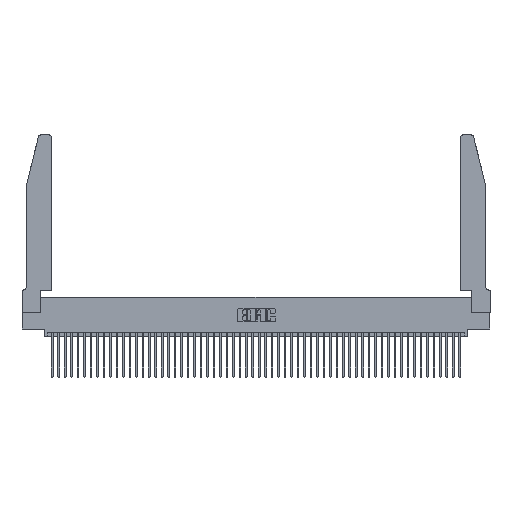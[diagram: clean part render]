
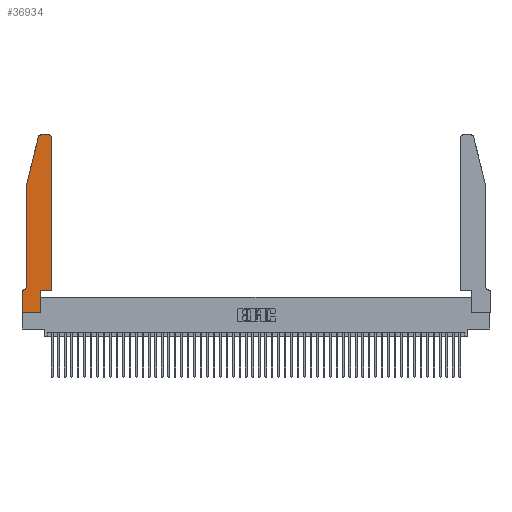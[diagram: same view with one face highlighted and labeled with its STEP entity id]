
A CAD part, top view. The second image highlights one B-rep face of the part: STEP entity #36934.
In plain terms, the highlighted planar face has unit normal (0, 0, 1).
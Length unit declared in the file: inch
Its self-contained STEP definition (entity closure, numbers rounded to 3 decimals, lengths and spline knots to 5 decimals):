
#414 = VERTEX_POINT ( 'NONE', #21140 ) ;
#823 = AXIS2_PLACEMENT_3D ( 'NONE', #31554, #7268, #35539 ) ;
#828 = VECTOR ( 'NONE', #6819, 39.37008 ) ;
#2702 = CARTESIAN_POINT ( 'NONE',  ( 0.4505, 0.35, 0.37 ) ) ;
#2777 = VECTOR ( 'NONE', #33455, 39.37008 ) ;
#2965 = PLANE ( 'NONE',  #39574 ) ;
#4115 = VERTEX_POINT ( 'NONE', #19370 ) ;
#4523 = LINE ( 'NONE', #9340, #35552 ) ;
#4921 = CARTESIAN_POINT ( 'NONE',  ( 0.4505, 0.35, 0.37 ) ) ;
#5011 = VERTEX_POINT ( 'NONE', #49490 ) ;
#5097 = CARTESIAN_POINT ( 'NONE',  ( 0.0755, 2., 0.37 ) ) ;
#6327 = ORIENTED_EDGE ( 'NONE', *, *, #24713, .T. ) ;
#6819 = DIRECTION ( 'NONE',  ( 0., 1., 0. ) ) ;
#6993 = ORIENTED_EDGE ( 'NONE', *, *, #10620, .T. ) ;
#7091 = DIRECTION ( 'NONE',  ( 0., 0., 1. ) ) ;
#7268 = DIRECTION ( 'NONE',  ( 0., 0., 1. ) ) ;
#7669 = ORIENTED_EDGE ( 'NONE', *, *, #15515, .T. ) ;
#7776 = VERTEX_POINT ( 'NONE', #16853 ) ;
#8711 = CARTESIAN_POINT ( 'NONE',  ( 0., 0., 0.37 ) ) ;
#9101 = DIRECTION ( 'NONE',  ( 1., 0., 0. ) ) ;
#9340 = CARTESIAN_POINT ( 'NONE',  ( 0.0755, 2., 0.37 ) ) ;
#9963 = CIRCLE ( 'NONE', #33585, 0.07 ) ;
#10185 = VECTOR ( 'NONE', #33732, 39.37008 ) ;
#10620 = EDGE_CURVE ( 'NONE', #26210, #15533, #22978, .T. ) ;
#12497 = LINE ( 'NONE', #5097, #2777 ) ;
#13793 = VECTOR ( 'NONE', #9101, 39.37008 ) ;
#15197 = EDGE_CURVE ( 'NONE', #20739, #26210, #9963, .T. ) ;
#15515 = EDGE_CURVE ( 'NONE', #414, #5011, #47956, .T. ) ;
#15533 = VERTEX_POINT ( 'NONE', #43854 ) ;
#16045 = ORIENTED_EDGE ( 'NONE', *, *, #37481, .T. ) ;
#16289 = LINE ( 'NONE', #8711, #49333 ) ;
#16349 = LINE ( 'NONE', #4921, #13793 ) ;
#16853 = CARTESIAN_POINT ( 'NONE',  ( 0.25487, 2.72718, 0.37 ) ) ;
#17365 = ORIENTED_EDGE ( 'NONE', *, *, #27470, .T. ) ;
#18277 = CARTESIAN_POINT ( 'NONE',  ( 0.0055, 0.42, 0.37 ) ) ;
#18347 = CARTESIAN_POINT ( 'NONE',  ( 0.0755, 2., 0.37 ) ) ;
#18484 = CARTESIAN_POINT ( 'NONE',  ( 0.0055, 0.35, 0.37 ) ) ;
#19341 = CARTESIAN_POINT ( 'NONE',  ( 0., 0.35, 0.37 ) ) ;
#19370 = CARTESIAN_POINT ( 'NONE',  ( 0.2865, 0., 0.37 ) ) ;
#20739 = VERTEX_POINT ( 'NONE', #38594 ) ;
#21140 = CARTESIAN_POINT ( 'NONE',  ( 0.4505, 2.72, 0.37 ) ) ;
#21147 = CARTESIAN_POINT ( 'NONE',  ( 0.2865, 0.35, 0.37 ) ) ;
#21948 = AXIS2_PLACEMENT_3D ( 'NONE', #24076, #51812, #28077 ) ;
#22353 = DIRECTION ( 'NONE',  ( -1., 0., 0. ) ) ;
#22688 = LINE ( 'NONE', #2702, #828 ) ;
#22978 = LINE ( 'NONE', #29762, #41616 ) ;
#23066 = CARTESIAN_POINT ( 'NONE',  ( 0., 0., 0.37 ) ) ;
#24041 = CIRCLE ( 'NONE', #823, 0.03 ) ;
#24076 = CARTESIAN_POINT ( 'NONE',  ( 0.4205, 2.72, 0.37 ) ) ;
#24713 = EDGE_CURVE ( 'NONE', #49191, #7776, #24041, .T. ) ;
#25034 = LINE ( 'NONE', #34865, #34327 ) ;
#26210 = VERTEX_POINT ( 'NONE', #18484 ) ;
#27470 = EDGE_CURVE ( 'NONE', #38174, #414, #22688, .T. ) ;
#28077 = DIRECTION ( 'NONE',  ( 1., 0., 0. ) ) ;
#29762 = CARTESIAN_POINT ( 'NONE',  ( 0.0755, 0.35, 0.37 ) ) ;
#29925 = CARTESIAN_POINT ( 'NONE',  ( 0.2865, 0.35, 0.37 ) ) ;
#30493 = ORIENTED_EDGE ( 'NONE', *, *, #42797, .T. ) ;
#31186 = CARTESIAN_POINT ( 'NONE',  ( 0.2605, 2.75, 0.37 ) ) ;
#31554 = CARTESIAN_POINT ( 'NONE',  ( 0.284, 2.72, 0.37 ) ) ;
#33364 = VERTEX_POINT ( 'NONE', #18347 ) ;
#33455 = DIRECTION ( 'NONE',  ( 0., -1., 0. ) ) ;
#33585 = AXIS2_PLACEMENT_3D ( 'NONE', #18277, #46122, #22353 ) ;
#33732 = DIRECTION ( 'NONE',  ( 0., 1., 0. ) ) ;
#34164 = LINE ( 'NONE', #31186, #36664 ) ;
#34327 = VECTOR ( 'NONE', #46854, 39.37008 ) ;
#34848 = ORIENTED_EDGE ( 'NONE', *, *, #44332, .T. ) ;
#34865 = CARTESIAN_POINT ( 'NONE',  ( 0., 0., 0.37 ) ) ;
#35373 = DIRECTION ( 'NONE',  ( 1., 0., 0. ) ) ;
#35452 = ORIENTED_EDGE ( 'NONE', *, *, #15197, .T. ) ;
#35539 = DIRECTION ( 'NONE',  ( 1., 0., 0. ) ) ;
#35552 = VECTOR ( 'NONE', #37524, 39.37008 ) ;
#36528 = VERTEX_POINT ( 'NONE', #21147 ) ;
#36664 = VECTOR ( 'NONE', #39148, 39.37008 ) ;
#36688 = CARTESIAN_POINT ( 'NONE',  ( 0.284, 2.75, 0.37 ) ) ;
#36934 = ADVANCED_FACE ( 'NONE', ( #40441 ), #2965, .T. ) ;
#37351 = ORIENTED_EDGE ( 'NONE', *, *, #52120, .T. ) ;
#37481 = EDGE_CURVE ( 'NONE', #5011, #49191, #34164, .T. ) ;
#37524 = DIRECTION ( 'NONE',  ( -0.239, -0.971, 0. ) ) ;
#38174 = VERTEX_POINT ( 'NONE', #48377 ) ;
#38594 = CARTESIAN_POINT ( 'NONE',  ( 0.0755, 0.42, 0.37 ) ) ;
#39148 = DIRECTION ( 'NONE',  ( -1., 0., 0. ) ) ;
#39574 = AXIS2_PLACEMENT_3D ( 'NONE', #19341, #7091, #35373 ) ;
#39763 = VERTEX_POINT ( 'NONE', #23066 ) ;
#40441 = FACE_OUTER_BOUND ( 'NONE', #49629, .T. ) ;
#41616 = VECTOR ( 'NONE', #45708, 39.37008 ) ;
#41658 = EDGE_CURVE ( 'NONE', #15533, #39763, #16289, .T. ) ;
#42273 = ORIENTED_EDGE ( 'NONE', *, *, #52126, .T. ) ;
#42797 = EDGE_CURVE ( 'NONE', #7776, #33364, #4523, .T. ) ;
#43854 = CARTESIAN_POINT ( 'NONE',  ( 0., 0.35, 0.37 ) ) ;
#44169 = ORIENTED_EDGE ( 'NONE', *, *, #49794, .T. ) ;
#44224 = DIRECTION ( 'NONE',  ( 0., -1., 0. ) ) ;
#44332 = EDGE_CURVE ( 'NONE', #4115, #36528, #50279, .T. ) ;
#45708 = DIRECTION ( 'NONE',  ( -1., 0., 0. ) ) ;
#46122 = DIRECTION ( 'NONE',  ( 0., 0., -1. ) ) ;
#46854 = DIRECTION ( 'NONE',  ( 1., 0., 0. ) ) ;
#47956 = CIRCLE ( 'NONE', #21948, 0.03 ) ;
#48377 = CARTESIAN_POINT ( 'NONE',  ( 0.4505, 0.35, 0.37 ) ) ;
#49191 = VERTEX_POINT ( 'NONE', #36688 ) ;
#49333 = VECTOR ( 'NONE', #44224, 39.37008 ) ;
#49490 = CARTESIAN_POINT ( 'NONE',  ( 0.4205, 2.75, 0.37 ) ) ;
#49629 = EDGE_LOOP ( 'NONE', ( #16045, #6327, #30493, #42273, #35452, #6993, #49726, #44169, #34848, #37351, #17365, #7669 ) ) ;
#49726 = ORIENTED_EDGE ( 'NONE', *, *, #41658, .T. ) ;
#49794 = EDGE_CURVE ( 'NONE', #39763, #4115, #25034, .T. ) ;
#50279 = LINE ( 'NONE', #29925, #10185 ) ;
#51812 = DIRECTION ( 'NONE',  ( 0., 0., 1. ) ) ;
#52120 = EDGE_CURVE ( 'NONE', #36528, #38174, #16349, .T. ) ;
#52126 = EDGE_CURVE ( 'NONE', #33364, #20739, #12497, .T. ) ;
